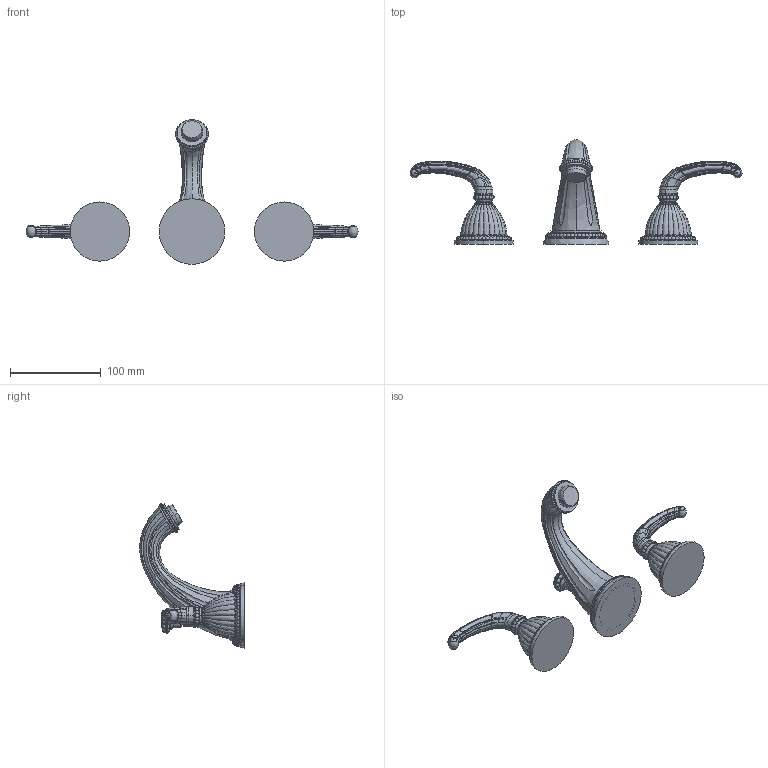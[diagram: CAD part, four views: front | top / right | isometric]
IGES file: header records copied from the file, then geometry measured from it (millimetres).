
Start section:  PTC IGES file: 880.igs
Global section: file name: 880.igs; native system: Creo Parametric by PTC Inc.; preprocessor: 2018400; author: jinson.thomas; organization: Unknown; date: 20201125.141904; units: inch
Bounding box: 366.07 x 115.12 x 159.57 mm (x, y, z)
Volume: 391945.2 mm3; surface area: 70715.2 mm2
Topology: 3 solids, 4 shells, 1461 faces, 4110 edges, 2387 vertices
Faces by surface type: bspline 896, revolution 565
